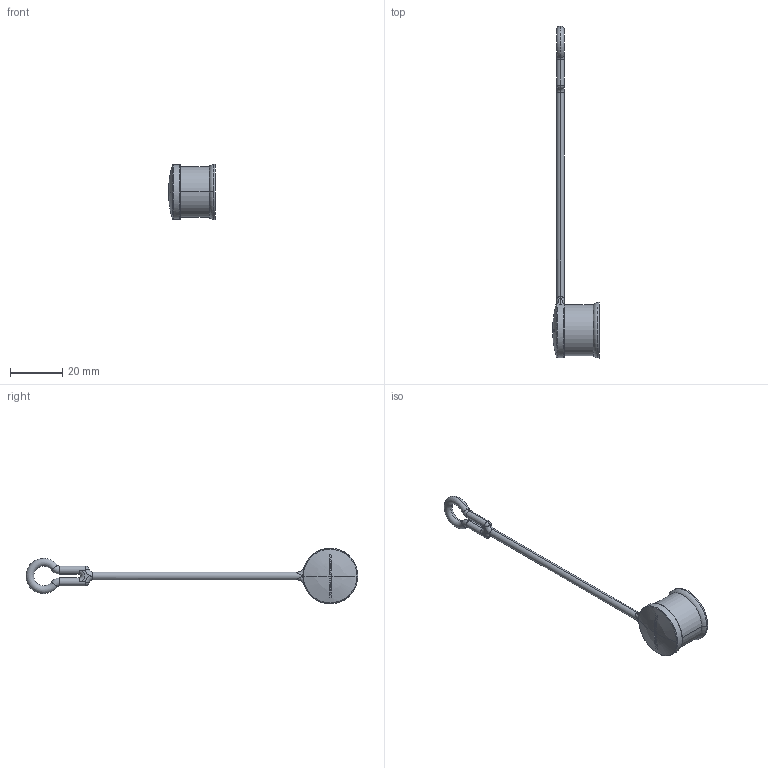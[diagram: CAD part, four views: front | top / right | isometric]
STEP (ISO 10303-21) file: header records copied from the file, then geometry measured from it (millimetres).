
FILE_DESCRIPTION((''),'2;1');
FILE_NAME('SCFX-TOP_04','2022-01-06T',('yuj'),(''),'PRO/ENGINEER BY PARAMETRIC TECHNOLOGY CORPORATION, 2013040','PRO/ENGINEER BY PARAMETRIC TECHNOLOGY CORPORATION, 2013040','');
FILE_SCHEMA(('CONFIG_CONTROL_DESIGN'));
Length unit declared in the file: millimetre
Products named in the file (1): SCFX-TOP_04
Bounding box: 17.95 x 127.37 x 21.3 mm (x, y, z)
Volume: 3653.6 mm3; surface area: 3835.1 mm2
Topology: 1 solids, 1 shells, 158 faces, 393 edges, 242 vertices
Faces by surface type: extrusion 61, torus 27, bspline 18, cylinder 15, sphere 15, cone 12, plane 10
Entity records: 6636 total; most frequent: CARTESIAN_POINT 3319, ORIENTED_EDGE 782, DIRECTION 472, EDGE_CURVE 391, B_SPLINE_CURVE_WITH_KNOTS 300, VERTEX_POINT 242, AXIS2_PLACEMENT_3D 180, EDGE_LOOP 167
